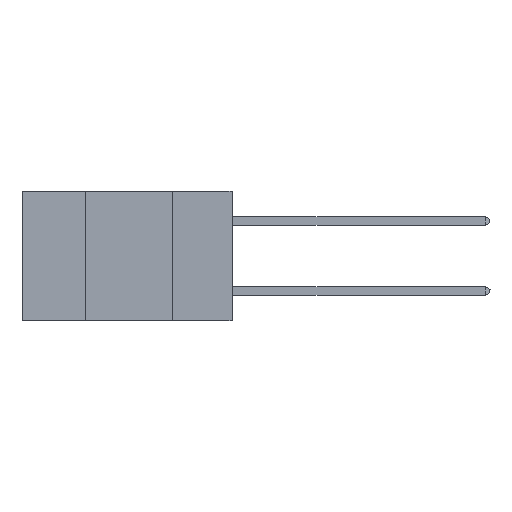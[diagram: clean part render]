
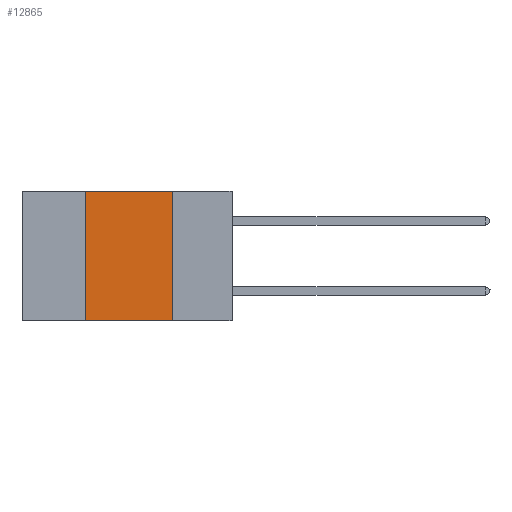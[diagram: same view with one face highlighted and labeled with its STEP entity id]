
A CAD part, left-side view. The second image highlights one B-rep face of the part: STEP entity #12865.
In plain terms, the highlighted planar face has unit normal (-1, 0, 0).
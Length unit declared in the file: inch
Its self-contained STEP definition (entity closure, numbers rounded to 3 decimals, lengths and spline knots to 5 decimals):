
#883 = FACE_OUTER_BOUND ( 'NONE', #5101, .T. ) ;
#1513 = CARTESIAN_POINT ( 'NONE',  ( 0., 0.6, -0.37 ) ) ;
#2596 = CARTESIAN_POINT ( 'NONE',  ( 0., 0.6, 0. ) ) ;
#2642 = VECTOR ( 'NONE', #23473, 39.37008 ) ;
#3931 = VERTEX_POINT ( 'NONE', #4203 ) ;
#4203 = CARTESIAN_POINT ( 'NONE',  ( 0., 0.42, 0. ) ) ;
#4921 = DIRECTION ( 'NONE',  ( 0., -1., 0. ) ) ;
#5019 = DIRECTION ( 'NONE',  ( 0., 0., -1. ) ) ;
#5101 = EDGE_LOOP ( 'NONE', ( #20804, #12553, #15050, #23634 ) ) ;
#8850 = CARTESIAN_POINT ( 'NONE',  ( 0., 0.6, 0. ) ) ;
#10885 = DIRECTION ( 'NONE',  ( 1., 0., 0. ) ) ;
#11870 = EDGE_CURVE ( 'NONE', #3931, #19380, #21243, .T. ) ;
#11891 = CARTESIAN_POINT ( 'NONE',  ( 0., 0.42, 0. ) ) ;
#12104 = EDGE_CURVE ( 'NONE', #16340, #19843, #27814, .T. ) ;
#12553 = ORIENTED_EDGE ( 'NONE', *, *, #11870, .F. ) ;
#12865 = ADVANCED_FACE ( 'NONE', ( #883 ), #22069, .F. ) ;
#14166 = DIRECTION ( 'NONE',  ( 0., 0., -1. ) ) ;
#14685 = VECTOR ( 'NONE', #27505, 39.37008 ) ;
#15031 = LINE ( 'NONE', #16382, #28137 ) ;
#15050 = ORIENTED_EDGE ( 'NONE', *, *, #17744, .F. ) ;
#16340 = VERTEX_POINT ( 'NONE', #19880 ) ;
#16382 = CARTESIAN_POINT ( 'NONE',  ( 0., 0.17, 0. ) ) ;
#17744 = EDGE_CURVE ( 'NONE', #16340, #3931, #18164, .T. ) ;
#18164 = LINE ( 'NONE', #11891, #14685 ) ;
#19380 = VERTEX_POINT ( 'NONE', #20644 ) ;
#19843 = VERTEX_POINT ( 'NONE', #22145 ) ;
#19880 = CARTESIAN_POINT ( 'NONE',  ( 0., 0.42, -0.37 ) ) ;
#20644 = CARTESIAN_POINT ( 'NONE',  ( 0., 0.17, 0. ) ) ;
#20804 = ORIENTED_EDGE ( 'NONE', *, *, #25122, .F. ) ;
#21243 = LINE ( 'NONE', #2596, #27494 ) ;
#22069 = PLANE ( 'NONE',  #23527 ) ;
#22145 = CARTESIAN_POINT ( 'NONE',  ( 0., 0.17, -0.37 ) ) ;
#23473 = DIRECTION ( 'NONE',  ( 0., -1., 0. ) ) ;
#23527 = AXIS2_PLACEMENT_3D ( 'NONE', #8850, #10885, #5019 ) ;
#23634 = ORIENTED_EDGE ( 'NONE', *, *, #12104, .T. ) ;
#25122 = EDGE_CURVE ( 'NONE', #19380, #19843, #15031, .T. ) ;
#27494 = VECTOR ( 'NONE', #4921, 39.37008 ) ;
#27505 = DIRECTION ( 'NONE',  ( 0., 0., 1. ) ) ;
#27814 = LINE ( 'NONE', #1513, #2642 ) ;
#28137 = VECTOR ( 'NONE', #14166, 39.37008 ) ;
